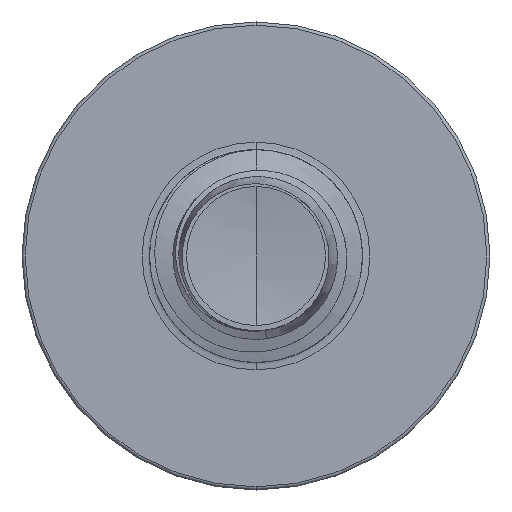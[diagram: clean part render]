
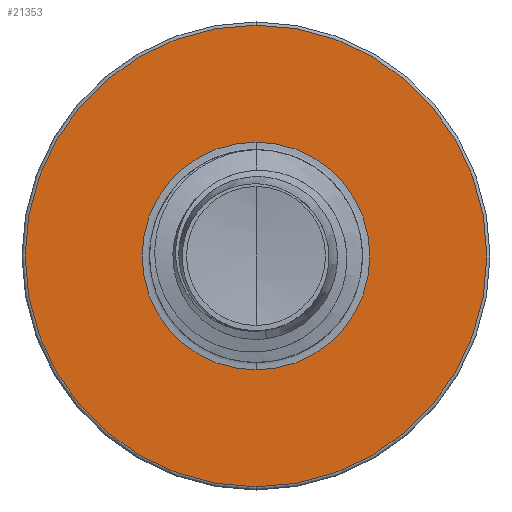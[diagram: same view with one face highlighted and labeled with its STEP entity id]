
A CAD part, front view. The second image highlights one B-rep face of the part: STEP entity #21353.
In plain terms, the highlighted planar face has unit normal (0, -1, 0).
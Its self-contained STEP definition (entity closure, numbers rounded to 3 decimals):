
#924 = VERTEX_POINT ( 'NONE', #6863 ) ;
#1417 = FACE_BOUND ( 'NONE', #10679, .T. ) ;
#3601 = EDGE_CURVE ( 'NONE', #23631, #13772, #26442, .T. ) ;
#3638 = CARTESIAN_POINT ( 'NONE',  ( 0., 15., -5.425 ) ) ;
#3733 = CARTESIAN_POINT ( 'NONE',  ( 0., 15., 0. ) ) ;
#6863 = CARTESIAN_POINT ( 'NONE',  ( 0., 15., 2.677 ) ) ;
#6988 = DIRECTION ( 'NONE',  ( 0., 0., 1. ) ) ;
#7290 = CARTESIAN_POINT ( 'NONE',  ( 0., 15., 0. ) ) ;
#7528 = DIRECTION ( 'NONE',  ( 0., 0., 1. ) ) ;
#9535 = EDGE_CURVE ( 'NONE', #20926, #924, #22256, .T. ) ;
#10522 = DIRECTION ( 'NONE',  ( 0., 0., 1. ) ) ;
#10679 = EDGE_LOOP ( 'NONE', ( #15499, #16344 ) ) ;
#13108 = DIRECTION ( 'NONE',  ( 0., 1., 0. ) ) ;
#13518 = ORIENTED_EDGE ( 'NONE', *, *, #3601, .F. ) ;
#13772 = VERTEX_POINT ( 'NONE', #3638 ) ;
#15055 = ORIENTED_EDGE ( 'NONE', *, *, #24060, .F. ) ;
#15499 = ORIENTED_EDGE ( 'NONE', *, *, #25403, .T. ) ;
#16344 = ORIENTED_EDGE ( 'NONE', *, *, #9535, .T. ) ;
#16806 = AXIS2_PLACEMENT_3D ( 'NONE', #7290, #25203, #10522 ) ;
#18834 = EDGE_LOOP ( 'NONE', ( #13518, #15055 ) ) ;
#19372 = AXIS2_PLACEMENT_3D ( 'NONE', #26863, #13108, #28815 ) ;
#20926 = VERTEX_POINT ( 'NONE', #32768 ) ;
#21353 = ADVANCED_FACE ( 'NONE', ( #27540, #1417 ), #31353, .F. ) ;
#22256 = CIRCLE ( 'NONE', #26889, 2.677 ) ;
#22841 = CIRCLE ( 'NONE', #19372, 2.677 ) ;
#22953 = DIRECTION ( 'NONE',  ( 0., 1., 0. ) ) ;
#23313 = DIRECTION ( 'NONE',  ( 0., 1., 0. ) ) ;
#23631 = VERTEX_POINT ( 'NONE', #31782 ) ;
#23717 = DIRECTION ( 'NONE',  ( 0., 0., 1. ) ) ;
#23756 = DIRECTION ( 'NONE',  ( 0., 1., 0. ) ) ;
#23774 = CARTESIAN_POINT ( 'NONE',  ( 0., 15., 0. ) ) ;
#23915 = AXIS2_PLACEMENT_3D ( 'NONE', #23774, #23756, #23717 ) ;
#23947 = AXIS2_PLACEMENT_3D ( 'NONE', #27060, #23313, #7528 ) ;
#24060 = EDGE_CURVE ( 'NONE', #13772, #23631, #26056, .T. ) ;
#25203 = DIRECTION ( 'NONE',  ( 0., 1., 0. ) ) ;
#25403 = EDGE_CURVE ( 'NONE', #924, #20926, #22841, .T. ) ;
#26056 = CIRCLE ( 'NONE', #16806, 5.425 ) ;
#26442 = CIRCLE ( 'NONE', #23915, 5.425 ) ;
#26863 = CARTESIAN_POINT ( 'NONE',  ( 0., 15., 0. ) ) ;
#26889 = AXIS2_PLACEMENT_3D ( 'NONE', #3733, #22953, #6988 ) ;
#27060 = CARTESIAN_POINT ( 'NONE',  ( 0., 15., -2.677 ) ) ;
#27540 = FACE_OUTER_BOUND ( 'NONE', #18834, .T. ) ;
#28815 = DIRECTION ( 'NONE',  ( 0., 0., 1. ) ) ;
#31353 = PLANE ( 'NONE',  #23947 ) ;
#31782 = CARTESIAN_POINT ( 'NONE',  ( 0., 15., 5.425 ) ) ;
#32768 = CARTESIAN_POINT ( 'NONE',  ( 0., 15., -2.677 ) ) ;
